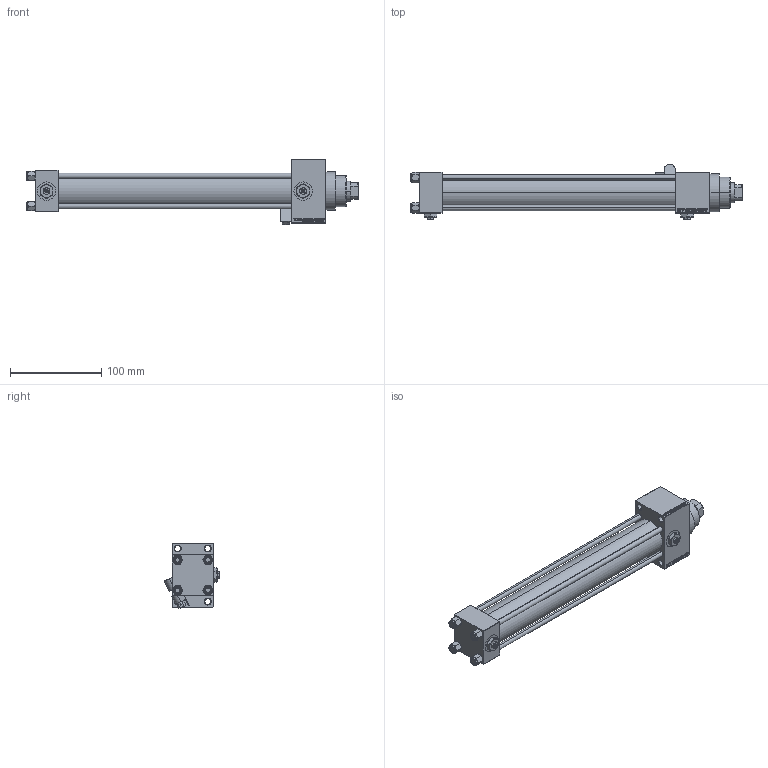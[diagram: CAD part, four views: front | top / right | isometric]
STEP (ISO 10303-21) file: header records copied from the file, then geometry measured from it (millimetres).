
FILE_DESCRIPTION (( 'STEP AP203' ), '1' );
FILE_NAME ('e478.STEP', '2023-08-22T17:26:32', ( '' ), ( '' ), 'SwSTEP 2.0', 'SolidWorks 2019', '' );
FILE_SCHEMA (( 'CONFIG_CONTROL_DESIGN' ));
Length unit declared in the file: millimetre
Products named in the file (8): Zatka_pro_OIL_PORT 93fe8eb77a99fd64b71766c229d3ee50; V215_VC_A 93fe8eb77a99fd64b71766c229d3ee50; MSRF_MSRG1 93fe8eb77a99fd64b71766c229d3ee50; V215CR_D_Body 93fe8eb77a99fd64b71766c229d3ee50; V215CR_VCP_D 93fe8eb77a99fd64b71766c229d3ee50; V215CR_D_TYCINKA 93fe8eb77a99fd64b71766c229d3ee50; e478; NUT_M5_D 93fe8eb77a99fd64b71766c229d3ee50
Assembly tree (14 placements, depth 2):
  e478
    V215CR_D_Body 93fe8eb77a99fd64b71766c229d3ee50
    V215CR_VCP_D 93fe8eb77a99fd64b71766c229d3ee50
    NUT_M5_D 93fe8eb77a99fd64b71766c229d3ee50  x4
    V215CR_D_TYCINKA 93fe8eb77a99fd64b71766c229d3ee50  x4
    V215_VC_A 93fe8eb77a99fd64b71766c229d3ee50
    MSRF_MSRG1 93fe8eb77a99fd64b71766c229d3ee50
    Zatka_pro_OIL_PORT 93fe8eb77a99fd64b71766c229d3ee50  x2
Bounding box: 363 x 60.66 x 72.02 mm (x, y, z)
Volume: 415579.1 mm3; surface area: 158006 mm2
Topology: 14 solids, 14 shells, 1234 faces, 3043 edges, 1957 vertices
Faces by surface type: plane 560, bspline 368, cone 184, cylinder 114, torus 8
Entity records: 50103 total; most frequent: CARTESIAN_POINT 25816, ORIENTED_EDGE 5386, DIRECTION 3577, EDGE_CURVE 2693, VERTEX_POINT 1755, VECTOR 1601, LINE 1601, EDGE_LOOP 1214
